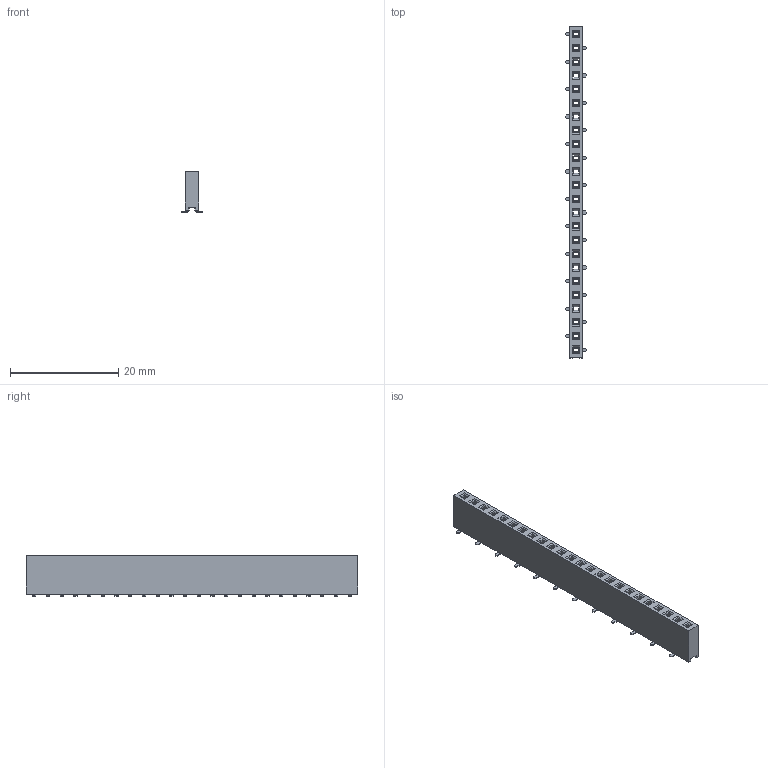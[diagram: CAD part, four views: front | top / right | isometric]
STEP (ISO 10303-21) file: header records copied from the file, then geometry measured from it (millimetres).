
FILE_DESCRIPTION(/* description */ ('Unknown'),/* implementation_level */ '2;1');
FILE_NAME(/* name */ 'J_Wurth_WR-PHD_61002413321',/* time_stamp */ '2025-04-22T10:05:06+08:00',/* author */ ('Unknown'),/* organization */ ('Unknown'),/* preprocessor_version */ 'ST-DEVELOPER v19.4',/* originating_system */ 'Solid Edge',/* authorisation */ 'Unknown');
FILE_SCHEMA (('AUTOMOTIVE_DESIGN {1 0 10303 214 3 1 1}'));
Products named in the file (2): J_Wurth_WR-PHD_61002413321
Assembly tree (1 placements, depth 2):
  J_Wurth_WR-PHD_61002413321
    J_Wurth_WR-PHD_61002413321
Bounding box: 4.05 x 61.46 x 7.51 mm (x, y, z)
Volume: 702.2 mm3; surface area: 3331.9 mm2
Topology: 25 solids, 25 shells, 1930 faces, 5256 edges, 3376 vertices
Faces by surface type: plane 1258, cylinder 672
Entity records: 60890 total; most frequent: CARTESIAN_POINT 11716, ORIENTED_EDGE 10512, DIRECTION 9888, EDGE_CURVE 5256, LINE 3720, VECTOR 3720, VERTEX_POINT 3376, AXIS2_PLACEMENT_3D 3084
